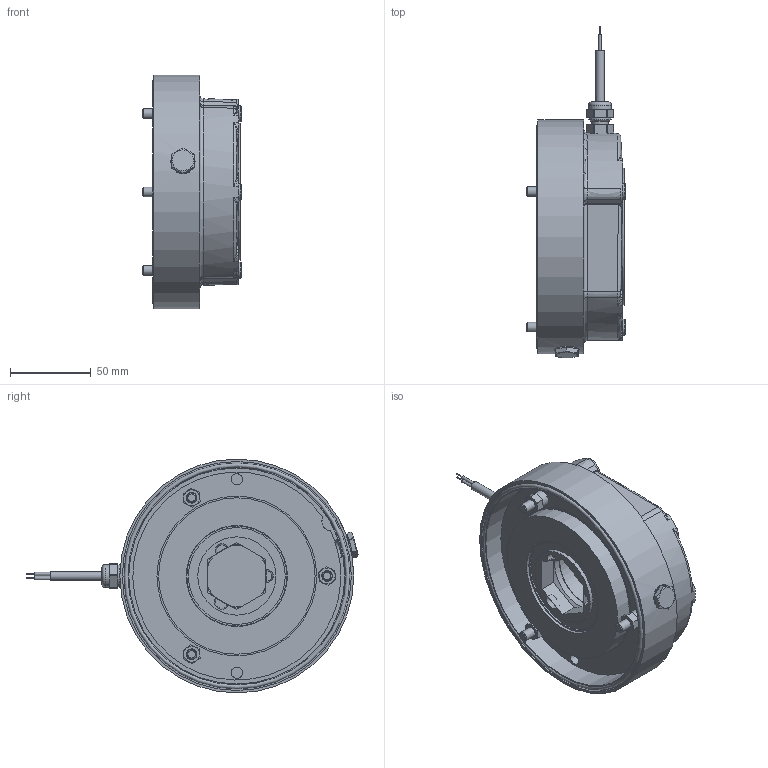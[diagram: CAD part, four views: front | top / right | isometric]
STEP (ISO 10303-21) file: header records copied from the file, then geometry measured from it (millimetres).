
FILE_DESCRIPTION(/* description */ (''),/* implementation_level */ '2;1');
FILE_NAME(/* name */ 'FDW13_N NEUNEU.stp',/* time_stamp */ '2016-04-22T13:09:07+02:00',/* author */ ('Frank'),/* organization */ (''),/* preprocessor_version */ 'ST-DEVELOPER v15.6',/* originating_system */ 'Autodesk Inventor 2015',/* authorisation */ '');
FILE_SCHEMA (('AUTOMOTIVE_DESIGN { 1 0 10303 214 3 1 1 }'));
Length unit declared in the file: millimetre
Products named in the file (1): Bauteil30
Bounding box: 61 x 205.82 x 145 mm (x, y, z)
Volume: 469523.1 mm3; surface area: 140388.5 mm2
Topology: 2 solids, 7 shells, 408 faces, 941 edges, 592 vertices
Faces by surface type: plane 157, cylinder 103, bspline 66, cone 57, torus 23, sphere 2
Full cylindrical faces by diameter (mm): 0.75 x2, 2 x2, 5.4 x1, 6 x3, 6.2 x3, 7 x2, 7.2 x3, 8.376 x3, 9 x7, 9.8 x2, 9.9 x3, 10 x4, 10.2 x3, 10.3 x3, 11.188 x1, 12 x3, 14 x3, 15 x1, 39 x1, 42 x3, 48.5 x2, 60 x3, 62 x2, 62.7 x2, 66.8 x1, 97 x1, 99 x1, 100 x1, 134 x1, 136 x1
Entity records: 12830 total; most frequent: CARTESIAN_POINT 4413, DIRECTION 1568, ORIENTED_EDGE 1514, EDGE_CURVE 754, AXIS2_PLACEMENT_3D 675, EDGE_LOOP 611, VERTEX_POINT 541, FACE_OUTER_BOUND 408
